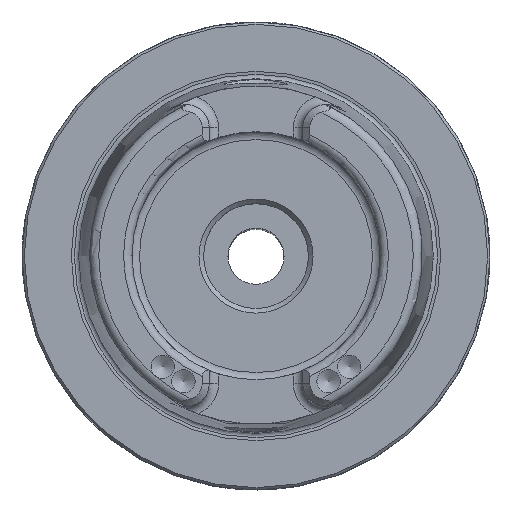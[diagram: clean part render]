
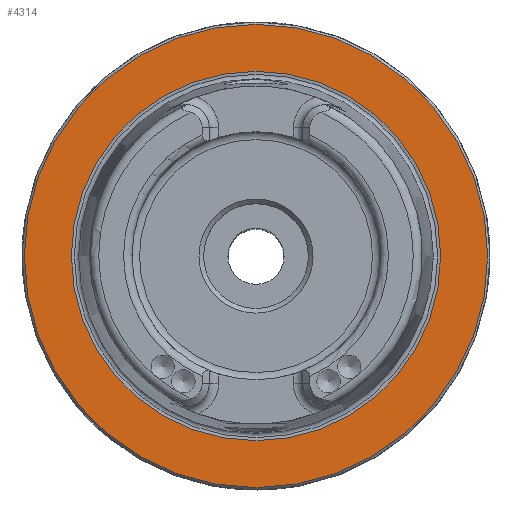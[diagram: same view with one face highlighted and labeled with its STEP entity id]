
A CAD part, top view. The second image highlights one B-rep face of the part: STEP entity #4314.
In plain terms, the highlighted planar face has unit normal (0, 0, 1).
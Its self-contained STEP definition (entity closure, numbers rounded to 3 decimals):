
#822=ORIENTED_EDGE('',*,*,#1397,.T.);
#823=ORIENTED_EDGE('',*,*,#1395,.F.);
#1395=EDGE_CURVE('',#1695,#1695,#1886,.T.);
#1397=EDGE_CURVE('',#1697,#1697,#1888,.T.);
#1695=VERTEX_POINT('',#6673);
#1697=VERTEX_POINT('',#6678);
#1886=CIRCLE('',#4625,39.461);
#1888=CIRCLE('',#4628,49.5);
#2119=EDGE_LOOP('',(#822));
#2120=EDGE_LOOP('',(#823));
#2469=FACE_BOUND('',#2119,.T.);
#2470=FACE_BOUND('',#2120,.T.);
#2721=PLANE('',#4627);
#4314=ADVANCED_FACE('',(#2469,#2470),#2721,.T.);
#4625=AXIS2_PLACEMENT_3D('',#6672,#5302,#5303);
#4627=AXIS2_PLACEMENT_3D('',#6676,#5306,#5307);
#4628=AXIS2_PLACEMENT_3D('',#6677,#5308,#5309);
#5302=DIRECTION('',(0.,0.,1.));
#5303=DIRECTION('',(1.,0.,0.));
#5306=DIRECTION('',(0.,0.,1.));
#5307=DIRECTION('',(1.,0.,0.));
#5308=DIRECTION('',(0.,0.,1.));
#5309=DIRECTION('',(1.,0.,0.));
#6672=CARTESIAN_POINT('',(0.,0.,0.));
#6673=CARTESIAN_POINT('',(39.461,0.,0.));
#6676=CARTESIAN_POINT('',(49.5,0.,0.));
#6677=CARTESIAN_POINT('',(0.,0.,0.));
#6678=CARTESIAN_POINT('',(49.5,0.,0.));
